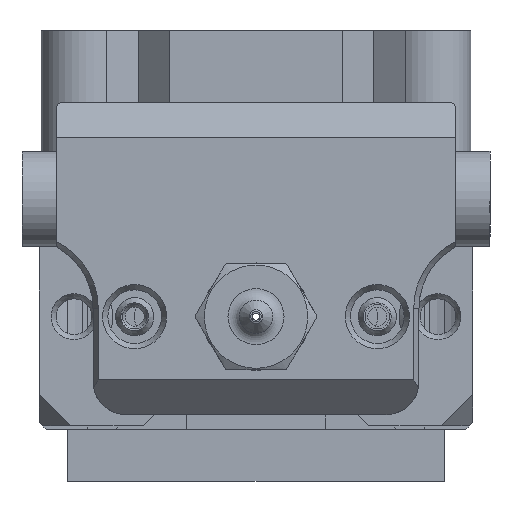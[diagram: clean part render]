
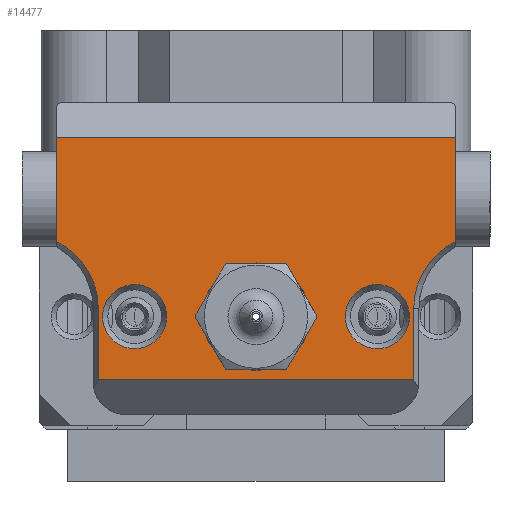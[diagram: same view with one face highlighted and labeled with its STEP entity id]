
A CAD part, front view. The second image highlights one B-rep face of the part: STEP entity #14477.
In plain terms, the highlighted face is planar.
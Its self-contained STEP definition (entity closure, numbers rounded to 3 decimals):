
#584=FACE_BOUND('',#1930,.T.);
#585=FACE_BOUND('',#1931,.T.);
#586=FACE_BOUND('',#1932,.T.);
#709=PLANE('',#15547);
#1070=FACE_OUTER_BOUND('',#1929,.T.);
#1929=EDGE_LOOP('',(#9966,#9967,#9968,#9969,#9970,#9971,#9972,#9973));
#1930=EDGE_LOOP('',(#9974));
#1931=EDGE_LOOP('',(#9975));
#1932=EDGE_LOOP('',(#9976));
#2866=LINE('',#22340,#3954);
#2877=LINE('',#22373,#3965);
#2879=LINE('',#22377,#3967);
#2880=LINE('',#22380,#3968);
#2881=LINE('',#22382,#3969);
#2882=LINE('',#22385,#3970);
#3954=VECTOR('',#17593,1000.);
#3965=VECTOR('',#17624,1000.);
#3967=VECTOR('',#17628,1000.);
#3968=VECTOR('',#17631,1000.);
#3969=VECTOR('',#17632,1000.);
#3970=VECTOR('',#17635,1000.);
#5036=CIRCLE('',#15500,1.85);
#5039=CIRCLE('',#15505,1.85);
#5042=CIRCLE('',#15510,3.1);
#5047=CIRCLE('',#15548,4.3);
#5048=CIRCLE('',#15549,4.3);
#5995=VERTEX_POINT('',#22205);
#5998=VERTEX_POINT('',#22215);
#6001=VERTEX_POINT('',#22225);
#6037=VERTEX_POINT('',#22336);
#6038=VERTEX_POINT('',#22338);
#6049=VERTEX_POINT('',#22370);
#6050=VERTEX_POINT('',#22372);
#6051=VERTEX_POINT('',#22376);
#6052=VERTEX_POINT('',#22379);
#6053=VERTEX_POINT('',#22381);
#6054=VERTEX_POINT('',#22383);
#7502=EDGE_CURVE('',#5995,#5995,#5036,.T.);
#7507=EDGE_CURVE('',#5998,#5998,#5039,.T.);
#7512=EDGE_CURVE('',#6001,#6001,#5042,.T.);
#7563=EDGE_CURVE('',#6037,#6038,#2866,.T.);
#7579=EDGE_CURVE('',#6050,#6049,#2877,.T.);
#7581=EDGE_CURVE('',#6038,#6051,#2879,.T.);
#7582=EDGE_CURVE('',#6051,#6050,#5047,.T.);
#7583=EDGE_CURVE('',#6049,#6052,#2880,.T.);
#7584=EDGE_CURVE('',#6052,#6053,#2881,.T.);
#7585=EDGE_CURVE('',#6053,#6054,#5048,.T.);
#7586=EDGE_CURVE('',#6037,#6054,#2882,.T.);
#9966=ORIENTED_EDGE('',*,*,#7581,.T.);
#9967=ORIENTED_EDGE('',*,*,#7582,.T.);
#9968=ORIENTED_EDGE('',*,*,#7579,.T.);
#9969=ORIENTED_EDGE('',*,*,#7583,.T.);
#9970=ORIENTED_EDGE('',*,*,#7584,.T.);
#9971=ORIENTED_EDGE('',*,*,#7585,.T.);
#9972=ORIENTED_EDGE('',*,*,#7586,.F.);
#9973=ORIENTED_EDGE('',*,*,#7563,.T.);
#9974=ORIENTED_EDGE('',*,*,#7502,.T.);
#9975=ORIENTED_EDGE('',*,*,#7507,.T.);
#9976=ORIENTED_EDGE('',*,*,#7512,.F.);
#14477=ADVANCED_FACE('',(#1070,#584,#585,#586),#709,.F.);
#15500=AXIS2_PLACEMENT_3D('',#22207,#17477,#17478);
#15505=AXIS2_PLACEMENT_3D('',#22217,#17489,#17490);
#15510=AXIS2_PLACEMENT_3D('',#22227,#17501,#17502);
#15547=AXIS2_PLACEMENT_3D('',#22375,#17626,#17627);
#15548=AXIS2_PLACEMENT_3D('',#22378,#17629,#17630);
#15549=AXIS2_PLACEMENT_3D('',#22384,#17633,#17634);
#17477=DIRECTION('center_axis',(0.,0.,1.));
#17478=DIRECTION('ref_axis',(0.,-1.,0.));
#17489=DIRECTION('center_axis',(0.,0.,1.));
#17490=DIRECTION('ref_axis',(0.,-1.,0.));
#17501=DIRECTION('center_axis',(0.,0.,-1.));
#17502=DIRECTION('ref_axis',(0.,1.,0.));
#17593=DIRECTION('',(0.,1.,0.));
#17624=DIRECTION('',(1.,0.,0.));
#17626=DIRECTION('center_axis',(0.,0.,1.));
#17627=DIRECTION('ref_axis',(0.,-1.,0.));
#17628=DIRECTION('',(1.,0.,0.));
#17629=DIRECTION('center_axis',(0.,0.,1.));
#17630=DIRECTION('ref_axis',(0.,-1.,0.));
#17631=DIRECTION('',(0.,-1.,0.));
#17632=DIRECTION('',(-1.,0.,0.));
#17633=DIRECTION('center_axis',(0.,0.,1.));
#17634=DIRECTION('ref_axis',(0.,-1.,0.));
#17635=DIRECTION('',(1.,0.,0.));
#22205=CARTESIAN_POINT('',(0.,0.75,4.9));
#22207=CARTESIAN_POINT('Origin',(0.,2.6,4.9));
#22215=CARTESIAN_POINT('',(0.,14.75,4.9));
#22217=CARTESIAN_POINT('Origin',(0.,16.6,4.9));
#22225=CARTESIAN_POINT('',(0.,6.5,4.9));
#22227=CARTESIAN_POINT('Origin',(0.,9.6,4.9));
#22336=CARTESIAN_POINT('',(-10.35,-1.9,4.9));
#22338=CARTESIAN_POINT('',(-10.35,21.1,4.9));
#22340=CARTESIAN_POINT('',(-10.35,-1.9,4.9));
#22370=CARTESIAN_POINT('',(3.65,18.7,4.9));
#22372=CARTESIAN_POINT('',(-0.478,18.7,4.9));
#22373=CARTESIAN_POINT('',(-12.35,18.7,4.9));
#22375=CARTESIAN_POINT('Origin',(-12.35,-1.9,4.9));
#22376=CARTESIAN_POINT('',(-4.336,21.1,4.9));
#22377=CARTESIAN_POINT('',(-12.35,21.1,4.9));
#22378=CARTESIAN_POINT('Origin',(-0.478,23.,4.9));
#22379=CARTESIAN_POINT('',(3.65,0.5,4.9));
#22380=CARTESIAN_POINT('',(3.65,-1.9,4.9));
#22381=CARTESIAN_POINT('',(-0.478,0.5,4.9));
#22382=CARTESIAN_POINT('',(-0.478,0.5,4.9));
#22383=CARTESIAN_POINT('',(-4.336,-1.9,4.9));
#22384=CARTESIAN_POINT('Origin',(-0.478,-3.8,4.9));
#22385=CARTESIAN_POINT('',(-12.35,-1.9,4.9));
